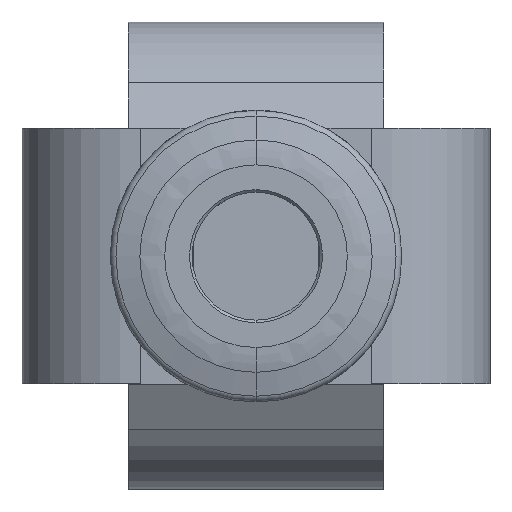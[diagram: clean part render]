
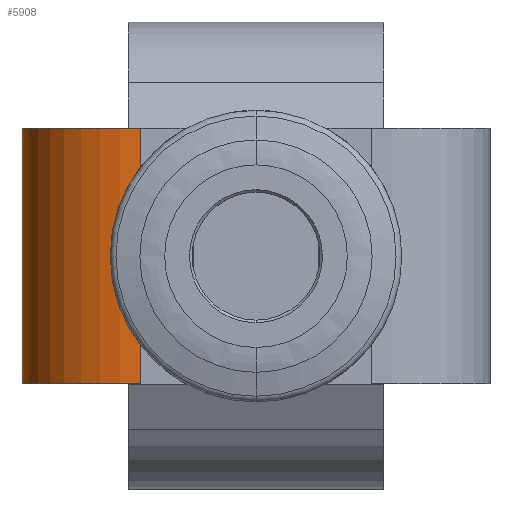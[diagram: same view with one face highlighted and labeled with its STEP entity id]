
A CAD part, front view. The second image highlights one B-rep face of the part: STEP entity #5908.
In plain terms, the highlighted cylindrical face has radius 11.811 mm (diameter 23.622 mm), a partial arc.
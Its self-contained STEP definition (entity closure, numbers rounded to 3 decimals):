
#47 = VERTEX_POINT ( 'NONE', #2515 ) ;
#95 = VECTOR ( 'NONE', #2520, 1000. ) ;
#181 = VECTOR ( 'NONE', #2771, 1000. ) ;
#184 = ORIENTED_EDGE ( 'NONE', *, *, #3890, .T. ) ;
#242 = EDGE_CURVE ( 'NONE', #2763, #2820, #3688, .T. ) ;
#468 = CARTESIAN_POINT ( 'NONE',  ( -41.17, -33.614, -17.974 ) ) ;
#626 = VERTEX_POINT ( 'NONE', #5990 ) ;
#763 = VECTOR ( 'NONE', #3101, 1000. ) ;
#923 = ORIENTED_EDGE ( 'NONE', *, *, #5840, .T. ) ;
#958 = AXIS2_PLACEMENT_3D ( 'NONE', #1490, #4813, #1972 ) ;
#988 = DIRECTION ( 'NONE',  ( 0., 0., -1. ) ) ;
#1041 = LINE ( 'NONE', #5324, #95 ) ;
#1272 = ORIENTED_EDGE ( 'NONE', *, *, #242, .T. ) ;
#1372 = CARTESIAN_POINT ( 'NONE',  ( -41.17, -21.803, -17.97 ) ) ;
#1389 = CARTESIAN_POINT ( 'NONE',  ( -52.981, -21.803, 7.43 ) ) ;
#1422 = LINE ( 'NONE', #468, #181 ) ;
#1469 = DIRECTION ( 'NONE',  ( -1., 0., 0. ) ) ;
#1490 = CARTESIAN_POINT ( 'NONE',  ( -41.17, -21.803, 7.43 ) ) ;
#1750 = LINE ( 'NONE', #1389, #4105 ) ;
#1804 = ORIENTED_EDGE ( 'NONE', *, *, #5048, .T. ) ;
#1857 = DIRECTION ( 'NONE',  ( 0., 0., -1. ) ) ;
#1972 = DIRECTION ( 'NONE',  ( 1., 0., 0. ) ) ;
#2260 = ORIENTED_EDGE ( 'NONE', *, *, #2745, .T. ) ;
#2471 = AXIS2_PLACEMENT_3D ( 'NONE', #1372, #2905, #3578 ) ;
#2515 = CARTESIAN_POINT ( 'NONE',  ( -52.981, -21.803, 7.43 ) ) ;
#2520 = DIRECTION ( 'NONE',  ( 0., 0., 1. ) ) ;
#2557 = VERTEX_POINT ( 'NONE', #5026 ) ;
#2566 = FACE_OUTER_BOUND ( 'NONE', #4989, .T. ) ;
#2639 = CARTESIAN_POINT ( 'NONE',  ( -41.17, -33.614, -14.16 ) ) ;
#2698 = EDGE_CURVE ( 'NONE', #2557, #626, #2953, .T. ) ;
#2745 = EDGE_CURVE ( 'NONE', #2820, #3669, #1422, .T. ) ;
#2763 = VERTEX_POINT ( 'NONE', #4177 ) ;
#2771 = DIRECTION ( 'NONE',  ( 0., 0., 1. ) ) ;
#2820 = VERTEX_POINT ( 'NONE', #3285 ) ;
#2905 = DIRECTION ( 'NONE',  ( 0., 0., 1. ) ) ;
#2953 = LINE ( 'NONE', #5515, #763 ) ;
#3101 = DIRECTION ( 'NONE',  ( 0., 0., -1. ) ) ;
#3285 = CARTESIAN_POINT ( 'NONE',  ( -41.17, -33.614, -17.97 ) ) ;
#3342 = DIRECTION ( 'NONE',  ( 0., 0., 1. ) ) ;
#3560 = CARTESIAN_POINT ( 'NONE',  ( -41.17, -33.614, 3.612 ) ) ;
#3578 = DIRECTION ( 'NONE',  ( 1., 0., 0. ) ) ;
#3669 = VERTEX_POINT ( 'NONE', #2639 ) ;
#3674 = CYLINDRICAL_SURFACE ( 'NONE', #5426, 11.811 ) ;
#3688 = CIRCLE ( 'NONE', #2471, 11.811 ) ;
#3890 = EDGE_CURVE ( 'NONE', #3669, #5212, #5068, .T. ) ;
#3914 = CIRCLE ( 'NONE', #958, 11.811 ) ;
#4105 = VECTOR ( 'NONE', #1857, 1000. ) ;
#4177 = CARTESIAN_POINT ( 'NONE',  ( -52.981, -21.803, -17.97 ) ) ;
#4713 = EDGE_CURVE ( 'NONE', #47, #2557, #3914, .T. ) ;
#4771 = ORIENTED_EDGE ( 'NONE', *, *, #4713, .F. ) ;
#4813 = DIRECTION ( 'NONE',  ( 0., 0., 1. ) ) ;
#4989 = EDGE_LOOP ( 'NONE', ( #4771, #923, #1272, #2260, #184, #1804, #5500 ) ) ;
#5026 = CARTESIAN_POINT ( 'NONE',  ( -41.17, -33.614, 7.43 ) ) ;
#5048 = EDGE_CURVE ( 'NONE', #5212, #626, #1041, .T. ) ;
#5068 = LINE ( 'NONE', #5225, #6017 ) ;
#5212 = VERTEX_POINT ( 'NONE', #3560 ) ;
#5225 = CARTESIAN_POINT ( 'NONE',  ( -41.17, -33.614, -17.974 ) ) ;
#5239 = CARTESIAN_POINT ( 'NONE',  ( -41.17, -21.803, 7.43 ) ) ;
#5324 = CARTESIAN_POINT ( 'NONE',  ( -41.17, -33.614, -17.974 ) ) ;
#5426 = AXIS2_PLACEMENT_3D ( 'NONE', #5239, #988, #1469 ) ;
#5500 = ORIENTED_EDGE ( 'NONE', *, *, #2698, .F. ) ;
#5515 = CARTESIAN_POINT ( 'NONE',  ( -41.17, -33.614, 7.43 ) ) ;
#5840 = EDGE_CURVE ( 'NONE', #47, #2763, #1750, .T. ) ;
#5908 = ADVANCED_FACE ( 'NONE', ( #2566 ), #3674, .T. ) ;
#5990 = CARTESIAN_POINT ( 'NONE',  ( -41.17, -33.614, 7.426 ) ) ;
#6017 = VECTOR ( 'NONE', #3342, 1000. ) ;
